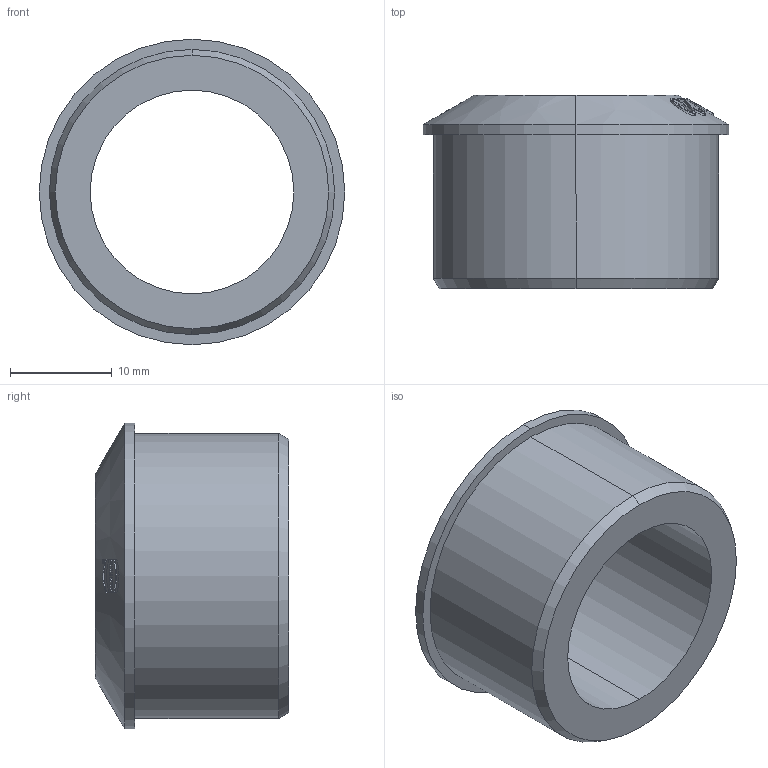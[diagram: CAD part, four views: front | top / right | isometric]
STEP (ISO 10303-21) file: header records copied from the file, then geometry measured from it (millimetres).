
FILE_DESCRIPTION(/* description */ (''),/* implementation_level */ '2;1');
FILE_NAME(/* name */ '100558498ugm000_a.stp',/* time_stamp */ '2013-12-09T11:35:03+01:00',/* author */ (''),/* organization */ (''),/* preprocessor_version */ 'ST-DEVELOPER v15',/* originating_system */ 'SIEMENS PLM Software NX 8.5',/* authorisation */ '');
FILE_SCHEMA (('AUTOMOTIVE_DESIGN { 1 0 10303 214 3 1 1 1 }'));
Length unit declared in the file: millimetre
Products named in the file (1): 100558498ugm000_a
Bounding box: 30 x 19 x 30 mm (x, y, z)
Volume: 5455.4 mm3; surface area: 3446.3 mm2
Topology: 1 solids, 1 shells, 185 faces, 560 edges, 487 vertices
Faces by surface type: plane 117, bspline 33, cone 17, cylinder 14, revolution 2, extrusion 2
Full cylindrical faces by diameter (mm): 0.363 x1, 0.429 x1
Entity records: 9254 total; most frequent: CARTESIAN_POINT 3214, ORIENTED_EDGE 938, DIRECTION 687, EDGE_CURVE 469, VECTOR 319, LINE 317, VERTEX_POINT 312, PRESENTATION_STYLE_ASSIGNMENT 274
